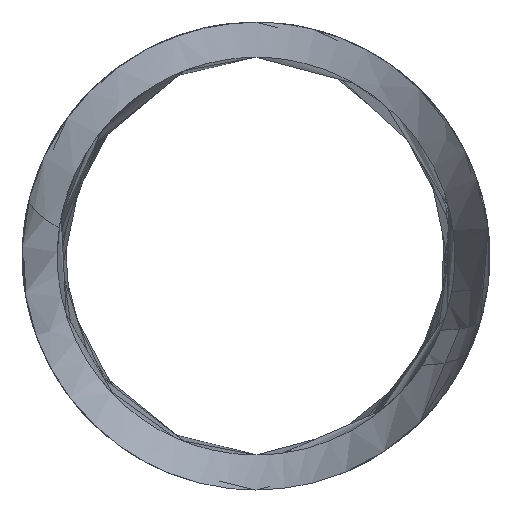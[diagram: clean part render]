
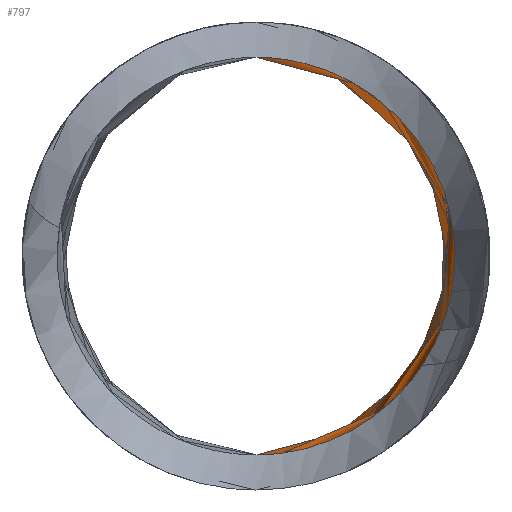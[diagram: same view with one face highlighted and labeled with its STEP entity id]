
A CAD part, left-side view. The second image highlights one B-rep face of the part: STEP entity #797.
In plain terms, the highlighted free-form (B-spline) face has degree [5, 4] with [6, 5] control points.
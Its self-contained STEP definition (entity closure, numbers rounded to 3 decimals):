
#136=CARTESIAN_POINT('Axis2P3D Location',(-1639.,-285.604,140.375)) ;
#140=CARTESIAN_POINT('Vertex',(-1639.,-285.604,148.875)) ;
#142=CARTESIAN_POINT('Vertex',(-1639.,-293.444,137.089)) ;
#285=CARTESIAN_POINT('Vertex',(-1647.664,-285.604,131.875)) ;
#289=CARTESIAN_POINT('Control Point',(-1647.664,-285.604,131.875)) ;
#290=CARTESIAN_POINT('Control Point',(-1647.474,-286.049,131.875)) ;
#291=CARTESIAN_POINT('Control Point',(-1647.258,-286.486,131.904)) ;
#292=CARTESIAN_POINT('Control Point',(-1647.018,-286.913,131.96)) ;
#293=CARTESIAN_POINT('Control Point',(-1646.118,-288.35,132.241)) ;
#294=CARTESIAN_POINT('Control Point',(-1645.017,-289.617,132.79)) ;
#295=CARTESIAN_POINT('Control Point',(-1644.173,-290.419,133.282)) ;
#296=CARTESIAN_POINT('Control Point',(-1642.65,-291.636,134.265)) ;
#297=CARTESIAN_POINT('Control Point',(-1641.055,-292.568,135.44)) ;
#298=CARTESIAN_POINT('Control Point',(-1640.373,-292.911,135.966)) ;
#299=CARTESIAN_POINT('Control Point',(-1639.687,-293.203,136.516)) ;
#300=CARTESIAN_POINT('Control Point',(-1639.,-293.444,137.089)) ;
#346=CARTESIAN_POINT('Vertex',(-1970.732,-293.97,138.859)) ;
#427=CARTESIAN_POINT('Vertex',(-1965.311,-285.604,148.864)) ;
#431=CARTESIAN_POINT('Control Point',(-1970.732,-293.97,138.859)) ;
#432=CARTESIAN_POINT('Control Point',(-1970.732,-294.096,139.561)) ;
#433=CARTESIAN_POINT('Control Point',(-1970.612,-294.149,140.278)) ;
#434=CARTESIAN_POINT('Control Point',(-1970.365,-294.121,140.962)) ;
#435=CARTESIAN_POINT('Control Point',(-1969.618,-293.91,142.569)) ;
#436=CARTESIAN_POINT('Control Point',(-1968.655,-293.373,143.981)) ;
#437=CARTESIAN_POINT('Control Point',(-1968.078,-292.954,144.774)) ;
#438=CARTESIAN_POINT('Control Point',(-1967.173,-292.105,145.973)) ;
#439=CARTESIAN_POINT('Control Point',(-1966.397,-290.969,146.996)) ;
#440=CARTESIAN_POINT('Control Point',(-1966.129,-290.496,147.354)) ;
#441=CARTESIAN_POINT('Control Point',(-1965.598,-289.327,148.085)) ;
#442=CARTESIAN_POINT('Control Point',(-1965.292,-287.982,148.585)) ;
#443=CARTESIAN_POINT('Control Point',(-1965.209,-287.185,148.775)) ;
#444=CARTESIAN_POINT('Control Point',(-1965.22,-286.384,148.864)) ;
#445=CARTESIAN_POINT('Control Point',(-1965.311,-285.604,148.864)) ;
#514=CARTESIAN_POINT('Control Point',(-1970.732,-293.97,138.859)) ;
#515=CARTESIAN_POINT('Control Point',(-1970.732,-293.866,138.28)) ;
#516=CARTESIAN_POINT('Control Point',(-1970.631,-293.701,137.716)) ;
#517=CARTESIAN_POINT('Control Point',(-1970.47,-293.491,137.194)) ;
#518=CARTESIAN_POINT('Vertex',(-1970.47,-293.491,137.194)) ;
#716=CARTESIAN_POINT('Control Point',(-1639.,-285.604,148.875)) ;
#717=CARTESIAN_POINT('Control Point',(-1639.,-294.104,148.875)) ;
#718=CARTESIAN_POINT('Control Point',(-1639.,-298.354,140.375)) ;
#719=CARTESIAN_POINT('Control Point',(-1639.,-294.104,131.875)) ;
#720=CARTESIAN_POINT('Control Point',(-1639.,-285.604,131.875)) ;
#721=CARTESIAN_POINT('Control Point',(-1706.4,-285.604,148.873)) ;
#722=CARTESIAN_POINT('Control Point',(-1706.4,-294.104,148.873)) ;
#723=CARTESIAN_POINT('Control Point',(-1706.4,-298.354,140.373)) ;
#724=CARTESIAN_POINT('Control Point',(-1706.4,-294.104,131.873)) ;
#725=CARTESIAN_POINT('Control Point',(-1706.4,-285.604,131.873)) ;
#726=CARTESIAN_POINT('Control Point',(-1773.8,-285.604,148.871)) ;
#727=CARTESIAN_POINT('Control Point',(-1773.8,-294.104,148.871)) ;
#728=CARTESIAN_POINT('Control Point',(-1773.8,-298.354,140.371)) ;
#729=CARTESIAN_POINT('Control Point',(-1773.8,-294.104,131.871)) ;
#730=CARTESIAN_POINT('Control Point',(-1773.8,-285.604,131.871)) ;
#731=CARTESIAN_POINT('Control Point',(-1841.198,-285.604,148.868)) ;
#732=CARTESIAN_POINT('Control Point',(-1841.198,-294.104,148.868)) ;
#733=CARTESIAN_POINT('Control Point',(-1841.198,-298.354,140.368)) ;
#734=CARTESIAN_POINT('Control Point',(-1841.197,-294.104,131.868)) ;
#735=CARTESIAN_POINT('Control Point',(-1841.197,-285.604,131.868)) ;
#736=CARTESIAN_POINT('Control Point',(-1908.6,-285.604,148.866)) ;
#737=CARTESIAN_POINT('Control Point',(-1908.6,-294.104,148.866)) ;
#738=CARTESIAN_POINT('Control Point',(-1908.6,-298.354,140.366)) ;
#739=CARTESIAN_POINT('Control Point',(-1908.6,-294.104,131.866)) ;
#740=CARTESIAN_POINT('Control Point',(-1908.6,-285.604,131.866)) ;
#741=CARTESIAN_POINT('Control Point',(-1976.,-285.604,148.864)) ;
#742=CARTESIAN_POINT('Control Point',(-1976.,-294.104,148.864)) ;
#743=CARTESIAN_POINT('Control Point',(-1976.,-298.354,140.364)) ;
#744=CARTESIAN_POINT('Control Point',(-1976.,-294.104,131.864)) ;
#745=CARTESIAN_POINT('Control Point',(-1976.,-285.604,131.864)) ;
#747=CARTESIAN_POINT('Control Point',(-1970.732,-292.711,135.701)) ;
#748=CARTESIAN_POINT('Control Point',(-1970.732,-292.369,135.18)) ;
#749=CARTESIAN_POINT('Control Point',(-1970.65,-291.981,134.693)) ;
#750=CARTESIAN_POINT('Control Point',(-1970.509,-291.562,134.258)) ;
#751=CARTESIAN_POINT('Control Point',(-1970.265,-290.916,133.692)) ;
#752=CARTESIAN_POINT('Control Point',(-1969.986,-290.22,133.219)) ;
#753=CARTESIAN_POINT('Control Point',(-1969.896,-289.998,133.081)) ;
#754=CARTESIAN_POINT('Control Point',(-1969.521,-289.06,132.544)) ;
#755=CARTESIAN_POINT('Control Point',(-1969.141,-288.05,132.162)) ;
#756=CARTESIAN_POINT('Control Point',(-1968.875,-287.25,131.964)) ;
#757=CARTESIAN_POINT('Control Point',(-1968.645,-286.428,131.864)) ;
#758=CARTESIAN_POINT('Control Point',(-1968.464,-285.604,131.864)) ;
#759=CARTESIAN_POINT('Vertex',(-1970.732,-292.711,135.701)) ;
#761=CARTESIAN_POINT('Vertex',(-1968.464,-285.604,131.864)) ;
#765=CARTESIAN_POINT('Control Point',(-1970.732,-292.711,135.701)) ;
#766=CARTESIAN_POINT('Control Point',(-1970.732,-292.946,136.059)) ;
#767=CARTESIAN_POINT('Control Point',(-1970.691,-293.157,136.433)) ;
#768=CARTESIAN_POINT('Control Point',(-1970.6,-293.339,136.814)) ;
#769=CARTESIAN_POINT('Control Point',(-1970.47,-293.491,137.194)) ;
#772=CARTESIAN_POINT('Control Point',(-1639.,-285.604,148.875)) ;
#773=CARTESIAN_POINT('Control Point',(-1704.263,-285.604,148.873)) ;
#774=CARTESIAN_POINT('Control Point',(-1769.525,-285.604,148.871)) ;
#775=CARTESIAN_POINT('Control Point',(-1834.785,-285.604,148.869)) ;
#776=CARTESIAN_POINT('Control Point',(-1900.049,-285.604,148.866)) ;
#777=CARTESIAN_POINT('Control Point',(-1965.311,-285.604,148.864)) ;
#780=CARTESIAN_POINT('Control Point',(-1647.664,-285.604,131.875)) ;
#781=CARTESIAN_POINT('Control Point',(-1711.824,-285.604,131.873)) ;
#782=CARTESIAN_POINT('Control Point',(-1775.984,-285.604,131.871)) ;
#783=CARTESIAN_POINT('Control Point',(-1840.142,-285.604,131.868)) ;
#784=CARTESIAN_POINT('Control Point',(-1904.304,-285.604,131.866)) ;
#785=CARTESIAN_POINT('Control Point',(-1968.464,-285.604,131.864)) ;
#137=DIRECTION('Axis2P3D Direction',(1.,0.,0.)) ;
#138=AXIS2_PLACEMENT_3D('Circle Axis2P3D',#136,#137,$) ;
#788=ORIENTED_EDGE('',*,*,#763,.F.) ;
#789=ORIENTED_EDGE('',*,*,#770,.T.) ;
#790=ORIENTED_EDGE('',*,*,#520,.F.) ;
#791=ORIENTED_EDGE('',*,*,#446,.T.) ;
#792=ORIENTED_EDGE('',*,*,#778,.F.) ;
#793=ORIENTED_EDGE('',*,*,#144,.T.) ;
#794=ORIENTED_EDGE('',*,*,#301,.F.) ;
#795=ORIENTED_EDGE('',*,*,#786,.T.) ;
#797=ADVANCED_FACE('Corps principal',(#796),#715,.F.) ;
#288=B_SPLINE_CURVE_WITH_KNOTS('',5,(#289,#290,#291,#292,#293,#294,#295,#296,#297,#298,#299,#300),.UNSPECIFIED.,.F.,.U.,(6,3,3,6),(0.,3.581,12.446,18.934),.UNSPECIFIED.) ;
#430=B_SPLINE_CURVE_WITH_KNOTS('',5,(#431,#432,#433,#434,#435,#436,#437,#438,#439,#440,#441,#442,#443,#444,#445),.UNSPECIFIED.,.F.,.U.,(6,3,3,3,6),(0.,4.923,12.29,16.776,22.517),.UNSPECIFIED.) ;
#513=B_SPLINE_CURVE_WITH_KNOTS('',3,(#514,#515,#516,#517),.UNSPECIFIED.,.F.,.U.,(4,4),(0.,2.434),.UNSPECIFIED.) ;
#746=B_SPLINE_CURVE_WITH_KNOTS('',5,(#747,#748,#749,#750,#751,#752,#753,#754,#755,#756,#757,#758),.UNSPECIFIED.,.F.,.U.,(6,3,3,6),(0.,4.36,6.343,12.579),.UNSPECIFIED.) ;
#764=B_SPLINE_CURVE_WITH_KNOTS('',4,(#765,#766,#767,#768,#769),.UNSPECIFIED.,.F.,.U.,(5,5),(0.,2.382),.UNSPECIFIED.) ;
#139=CIRCLE('generated circle',#138,8.5) ;
#144=EDGE_CURVE('',#141,#143,#139,.T.) ;
#301=EDGE_CURVE('',#286,#143,#288,.T.) ;
#446=EDGE_CURVE('',#347,#428,#430,.T.) ;
#520=EDGE_CURVE('',#347,#519,#513,.T.) ;
#763=EDGE_CURVE('',#760,#762,#746,.T.) ;
#770=EDGE_CURVE('',#760,#519,#764,.T.) ;
#778=EDGE_CURVE('',#141,#428,#771,.T.) ;
#786=EDGE_CURVE('',#286,#762,#779,.T.) ;
#787=EDGE_LOOP('',(#788,#789,#790,#791,#792,#793,#794,#795)) ;
#796=FACE_OUTER_BOUND('',#787,.T.) ;
#141=VERTEX_POINT('',#140) ;
#143=VERTEX_POINT('',#142) ;
#286=VERTEX_POINT('',#285) ;
#347=VERTEX_POINT('',#346) ;
#428=VERTEX_POINT('',#427) ;
#519=VERTEX_POINT('',#518) ;
#760=VERTEX_POINT('',#759) ;
#762=VERTEX_POINT('',#761) ;
#771=(BOUNDED_CURVE()B_SPLINE_CURVE(5,(#772,#773,#774,#775,#776,#777),.UNSPECIFIED.,.F.,.U.)B_SPLINE_CURVE_WITH_KNOTS((6,6),(0.,326.311),.UNSPECIFIED.)CURVE()GEOMETRIC_REPRESENTATION_ITEM()RATIONAL_B_SPLINE_CURVE((1.,1.,1.,1.,1.,1.))REPRESENTATION_ITEM('')) ;
#779=(BOUNDED_CURVE()B_SPLINE_CURVE(5,(#780,#781,#782,#783,#784,#785),.UNSPECIFIED.,.F.,.U.)B_SPLINE_CURVE_WITH_KNOTS((6,6),(8.664,329.464),.UNSPECIFIED.)CURVE()GEOMETRIC_REPRESENTATION_ITEM()RATIONAL_B_SPLINE_CURVE((1.,1.,1.,1.,1.,1.))REPRESENTATION_ITEM('')) ;
#715=(BOUNDED_SURFACE()B_SPLINE_SURFACE(5,4,((#716,#717,#718,#719,#720),(#721,#722,#723,#724,#725),(#726,#727,#728,#729,#730),(#731,#732,#733,#734,#735),(#736,#737,#738,#739,#740),(#741,#742,#743,#744,#745)),.UNSPECIFIED.,.F.,.F.,.U.)B_SPLINE_SURFACE_WITH_KNOTS((6,6),(5,5),(0.,337.),(0.,26.704),.UNSPECIFIED.)GEOMETRIC_REPRESENTATION_ITEM()RATIONAL_B_SPLINE_SURFACE(((1.,0.707,0.667,0.707,1.),(1.,0.707,0.667,0.707,1.),(1.,0.707,0.667,0.707,1.),(1.,0.707,0.667,0.707,1.),(1.,0.707,0.667,0.707,1.),(1.,0.707,0.667,0.707,1.)))REPRESENTATION_ITEM('Rational BSpline Surface')SURFACE()) ;
